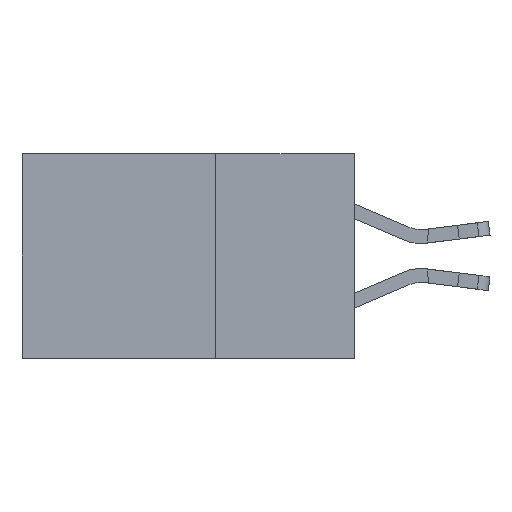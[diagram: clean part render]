
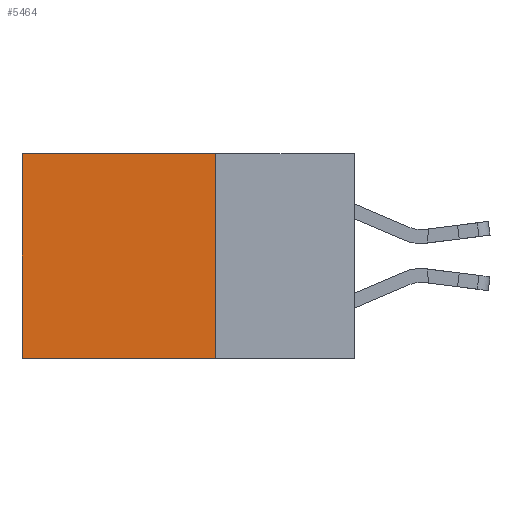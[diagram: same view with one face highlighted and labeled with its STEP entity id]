
A CAD part, left-side view. The second image highlights one B-rep face of the part: STEP entity #5464.
In plain terms, the highlighted planar face has unit normal (-1, 0, 0).
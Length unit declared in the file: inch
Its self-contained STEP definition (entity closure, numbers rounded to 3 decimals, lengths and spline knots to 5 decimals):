
#855 = LINE ( 'NONE', #4549, #10904 ) ;
#899 = CARTESIAN_POINT ( 'NONE',  ( 0.298, 0.25, -0.37 ) ) ;
#1306 = ORIENTED_EDGE ( 'NONE', *, *, #11798, .T. ) ;
#2516 = CARTESIAN_POINT ( 'NONE',  ( 0.298, 0.25, 0. ) ) ;
#3069 = VERTEX_POINT ( 'NONE', #8318 ) ;
#4235 = CARTESIAN_POINT ( 'NONE',  ( 0.298, 0.6, 0. ) ) ;
#4323 = ORIENTED_EDGE ( 'NONE', *, *, #14094, .F. ) ;
#4549 = CARTESIAN_POINT ( 'NONE',  ( 0.298, 0.6, 0. ) ) ;
#4593 = DIRECTION ( 'NONE',  ( 0., 0., -1. ) ) ;
#4663 = DIRECTION ( 'NONE',  ( 1., 0., 0. ) ) ;
#4680 = PLANE ( 'NONE',  #6572 ) ;
#5464 = ADVANCED_FACE ( 'NONE', ( #12028 ), #4680, .F. ) ;
#5686 = CARTESIAN_POINT ( 'NONE',  ( 0.298, 0.25, 0. ) ) ;
#6155 = EDGE_LOOP ( 'NONE', ( #11506, #7578, #4323, #1306 ) ) ;
#6360 = LINE ( 'NONE', #6835, #12996 ) ;
#6572 = AXIS2_PLACEMENT_3D ( 'NONE', #2516, #4663, #4593 ) ;
#6835 = CARTESIAN_POINT ( 'NONE',  ( 0.298, 0.25, -0.37 ) ) ;
#6882 = DIRECTION ( 'NONE',  ( 0., 1., 0. ) ) ;
#7578 = ORIENTED_EDGE ( 'NONE', *, *, #9282, .F. ) ;
#8318 = CARTESIAN_POINT ( 'NONE',  ( 0.298, 0.25, 0. ) ) ;
#8546 = CARTESIAN_POINT ( 'NONE',  ( 0.298, 0.25, 0. ) ) ;
#8963 = CARTESIAN_POINT ( 'NONE',  ( 0.298, 0.6, -0.37 ) ) ;
#9282 = EDGE_CURVE ( 'NONE', #11222, #11547, #6360, .T. ) ;
#9580 = VECTOR ( 'NONE', #14350, 39.37008 ) ;
#10904 = VECTOR ( 'NONE', #12027, 39.37008 ) ;
#10916 = VERTEX_POINT ( 'NONE', #4235 ) ;
#11222 = VERTEX_POINT ( 'NONE', #899 ) ;
#11332 = DIRECTION ( 'NONE',  ( 0., 0., -1. ) ) ;
#11506 = ORIENTED_EDGE ( 'NONE', *, *, #13783, .T. ) ;
#11547 = VERTEX_POINT ( 'NONE', #8963 ) ;
#11798 = EDGE_CURVE ( 'NONE', #3069, #10916, #12555, .T. ) ;
#12027 = DIRECTION ( 'NONE',  ( 0., 0., -1. ) ) ;
#12028 = FACE_OUTER_BOUND ( 'NONE', #6155, .T. ) ;
#12555 = LINE ( 'NONE', #5686, #9580 ) ;
#12996 = VECTOR ( 'NONE', #6882, 39.37008 ) ;
#13263 = VECTOR ( 'NONE', #11332, 39.37008 ) ;
#13661 = LINE ( 'NONE', #8546, #13263 ) ;
#13783 = EDGE_CURVE ( 'NONE', #10916, #11547, #855, .T. ) ;
#14094 = EDGE_CURVE ( 'NONE', #3069, #11222, #13661, .T. ) ;
#14350 = DIRECTION ( 'NONE',  ( 0., 1., 0. ) ) ;
